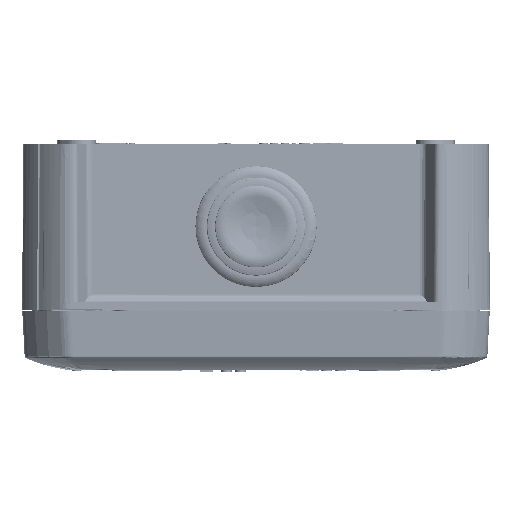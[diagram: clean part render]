
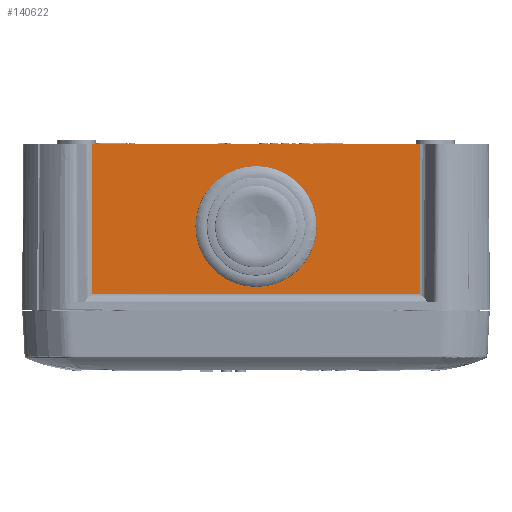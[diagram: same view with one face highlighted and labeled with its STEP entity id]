
A CAD part, front view. The second image highlights one B-rep face of the part: STEP entity #140622.
In plain terms, the highlighted planar face has unit normal (0, -1, 0.009).
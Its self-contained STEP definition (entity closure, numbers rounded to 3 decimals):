
#6147=DIRECTION('',(-1.,0.,0.));
#6148=VECTOR('',#6147,79.895);
#6149=CARTESIAN_POINT('',(77.949,-64.681,38.65));
#6150=LINE('',#6149,#6148);
#6952=DIRECTION('',(0.,-0.009,-1.));
#6953=VECTOR('',#6952,36.534);
#6954=CARTESIAN_POINT('',(77.949,-64.681,38.65));
#6955=LINE('',#6954,#6953);
#6956=DIRECTION('',(0.,-0.009,-1.));
#6957=VECTOR('',#6956,36.534);
#6958=CARTESIAN_POINT('',(-1.946,-64.681,38.65));
#6959=LINE('',#6958,#6957);
#99384=DIRECTION('',(-1.,0.,0.));
#99385=VECTOR('',#99384,79.888);
#99386=CARTESIAN_POINT('',(77.945,-65.,
2.117));
#99387=LINE('',#99386,#99385);
#99406=CARTESIAN_POINT('',(38.002,-64.984,
3.904));
#99407=CARTESIAN_POINT('',(39.74,-64.984,
3.904));
#99408=CARTESIAN_POINT('',(43.496,-64.979,
4.534));
#99409=CARTESIAN_POINT('',(47.861,-64.954,
7.349));
#99410=CARTESIAN_POINT('',(50.437,-64.927,
10.534));
#99411=CARTESIAN_POINT('',(51.811,-64.903,
13.206));
#99412=CARTESIAN_POINT('',(52.463,-64.883,
15.515));
#99413=CARTESIAN_POINT('',(52.709,-64.867,
17.333));
#99414=CARTESIAN_POINT('',(52.767,-64.856,
18.65));
#99415=CARTESIAN_POINT('',(52.709,-64.844,
19.967));
#99416=CARTESIAN_POINT('',(52.463,-64.828,
21.785));
#99417=CARTESIAN_POINT('',(51.811,-64.808,
24.094));
#99418=CARTESIAN_POINT('',(50.437,-64.785,
26.766));
#99419=CARTESIAN_POINT('',(47.861,-64.757,
29.951));
#99420=CARTESIAN_POINT('',(43.496,-64.733,
32.766));
#99421=CARTESIAN_POINT('',(39.74,-64.727,
33.396));
#99422=CARTESIAN_POINT('',(38.002,-64.727,
33.396));
#99428=CARTESIAN_POINT('',(38.002,-64.727,
33.396));
#99429=CARTESIAN_POINT('',(36.264,-64.727,
33.396));
#99430=CARTESIAN_POINT('',(32.508,-64.733,
32.766));
#99431=CARTESIAN_POINT('',(28.143,-64.757,
29.951));
#99432=CARTESIAN_POINT('',(25.567,-64.785,
26.766));
#99433=CARTESIAN_POINT('',(24.193,-64.808,
24.094));
#99434=CARTESIAN_POINT('',(23.541,-64.828,
21.785));
#99435=CARTESIAN_POINT('',(23.295,-64.844,
19.967));
#99436=CARTESIAN_POINT('',(23.237,-64.856,
18.65));
#99437=CARTESIAN_POINT('',(23.295,-64.867,
17.333));
#99438=CARTESIAN_POINT('',(23.541,-64.883,
15.515));
#99439=CARTESIAN_POINT('',(24.193,-64.903,
13.206));
#99440=CARTESIAN_POINT('',(25.567,-64.927,
10.534));
#99441=CARTESIAN_POINT('',(28.143,-64.954,
7.349));
#99442=CARTESIAN_POINT('',(32.508,-64.979,
4.534));
#99443=CARTESIAN_POINT('',(36.264,-64.984,
3.904));
#99444=CARTESIAN_POINT('',(38.002,-64.984,
3.904));
#119698=VERTEX_POINT('',#99428);
#119699=VERTEX_POINT('',#99444);
#119700=CARTESIAN_POINT('',(77.945,-65.,
2.117));
#119701=CARTESIAN_POINT('',(-1.943,-65.,
2.117));
#119702=VERTEX_POINT('',#119700);
#119703=VERTEX_POINT('',#119701);
#138206=CARTESIAN_POINT('',(77.949,-64.681,38.65));
#138207=CARTESIAN_POINT('',(-1.946,-64.681,38.65));
#138208=VERTEX_POINT('',#138206);
#138209=VERTEX_POINT('',#138207);
#140603=CARTESIAN_POINT('',(78.449,-65.004,
1.612));
#140604=DIRECTION('',(0.,1.,-0.009));
#140605=DIRECTION('',(0.,-0.009,-1.));
#140606=AXIS2_PLACEMENT_3D('',#140603,#140604,#140605);
#140607=PLANE('',#140606);
#140609=ORIENTED_EDGE('',*,*,#140608,.F.);
#140610=ORIENTED_EDGE('',*,*,#140022,.F.);
#140611=ORIENTED_EDGE('',*,*,#140592,.T.);
#140613=ORIENTED_EDGE('',*,*,#140612,.T.);
#140614=EDGE_LOOP('',(#140609,#140610,#140611,#140613));
#140615=FACE_OUTER_BOUND('',#140614,.F.);
#140617=ORIENTED_EDGE('',*,*,#140616,.T.);
#140619=ORIENTED_EDGE('',*,*,#140618,.T.);
#140620=EDGE_LOOP('',(#140617,#140619));
#140621=FACE_BOUND('',#140620,.F.);
#140622=ADVANCED_FACE('',(#140615,#140621),#140607,.F.);
#99423=B_SPLINE_CURVE_WITH_KNOTS('',3,(#99406,#99407,#99408,#99409,#99410,
#99411,#99412,#99413,#99414,#99415,#99416,#99417,#99418,#99419,#99420,#99421,
#99422),.UNSPECIFIED.,.F.,.F.,(4,1,1,1,1,1,1,1,1,1,1,1,1,1,4),(0.,0.125,
0.25,0.313,0.375,0.438,0.469,0.5,0.531,0.563,0.625,
0.688,0.75,0.875,1.),.UNSPECIFIED.);
#99445=B_SPLINE_CURVE_WITH_KNOTS('',3,(#99428,#99429,#99430,#99431,#99432,
#99433,#99434,#99435,#99436,#99437,#99438,#99439,#99440,#99441,#99442,#99443,
#99444),.UNSPECIFIED.,.F.,.F.,(4,1,1,1,1,1,1,1,1,1,1,1,1,1,4),(0.,0.125,
0.25,0.313,0.375,0.438,0.469,0.5,0.531,0.563,0.625,
0.688,0.75,0.875,1.),.UNSPECIFIED.);
#140022=EDGE_CURVE('',#138208,#138209,#6150,.T.);
#140592=EDGE_CURVE('',#138208,#119702,#6955,.T.);
#140608=EDGE_CURVE('',#138209,#119703,#6959,.T.);
#140612=EDGE_CURVE('',#119702,#119703,#99387,.T.);
#140616=EDGE_CURVE('',#119699,#119698,#99423,.T.);
#140618=EDGE_CURVE('',#119698,#119699,#99445,.T.);
